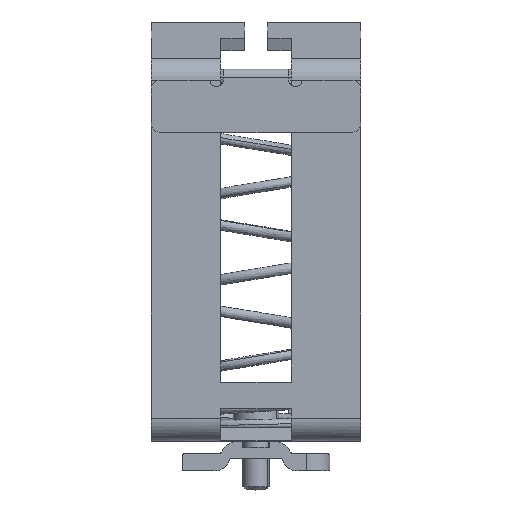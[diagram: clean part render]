
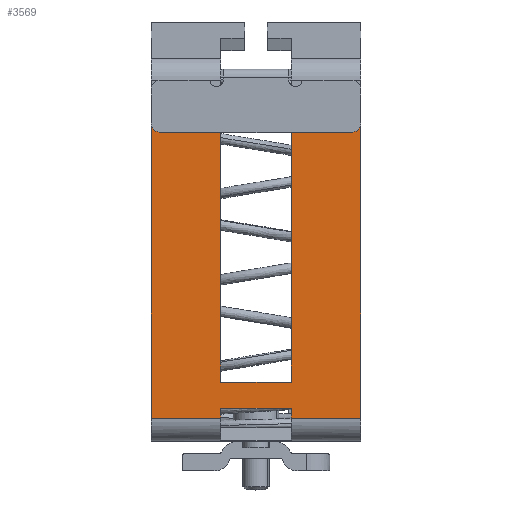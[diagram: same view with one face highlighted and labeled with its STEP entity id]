
A CAD part, left-side view. The second image highlights one B-rep face of the part: STEP entity #3569.
In plain terms, the highlighted planar face has unit normal (-1, 0, 0).
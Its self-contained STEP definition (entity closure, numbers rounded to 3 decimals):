
#1964=AXIS2_PLACEMENT_3D('Circle Axis2P3D',#1962,#1963,$) ;
#1981=AXIS2_PLACEMENT_3D('Circle Axis2P3D',#1979,#1980,$) ;
#3502=AXIS2_PLACEMENT_3D('Plane Axis2P3D',#3499,#3500,#3501) ;
#187=CARTESIAN_POINT('Vertex',(1.2,32.,10.95)) ;
#190=CARTESIAN_POINT('Line Origine',(1.2,32.,33.475)) ;
#194=CARTESIAN_POINT('Vertex',(1.2,32.,56.)) ;
#225=CARTESIAN_POINT('Line Origine',(1.2,0.,33.475)) ;
#229=CARTESIAN_POINT('Vertex',(1.2,0.,56.)) ;
#231=CARTESIAN_POINT('Vertex',(1.2,0.,10.95)) ;
#1852=CARTESIAN_POINT('Vertex',(1.2,10.6,54.5)) ;
#1854=CARTESIAN_POINT('Vertex',(1.2,21.4,54.5)) ;
#1928=CARTESIAN_POINT('Vertex',(1.2,30.5,54.5)) ;
#1931=CARTESIAN_POINT('Line Origine',(1.2,25.95,54.5)) ;
#1936=CARTESIAN_POINT('Line Origine',(1.2,6.05,54.5)) ;
#1940=CARTESIAN_POINT('Vertex',(1.2,1.5,54.5)) ;
#1962=CARTESIAN_POINT('Axis2P3D Location',(1.2,30.5,56.)) ;
#1979=CARTESIAN_POINT('Axis2P3D Location',(1.2,1.5,56.)) ;
#2885=CARTESIAN_POINT('Vertex',(1.2,10.6,10.95)) ;
#2899=CARTESIAN_POINT('Vertex',(1.2,21.4,10.95)) ;
#2902=CARTESIAN_POINT('Line Origine',(1.2,16.,10.95)) ;
#2917=CARTESIAN_POINT('Line Origine',(1.2,16.,10.95)) ;
#3499=CARTESIAN_POINT('Axis2P3D Location',(1.2,16.,9.45)) ;
#3515=CARTESIAN_POINT('Line Origine',(1.2,10.6,35.48)) ;
#3519=CARTESIAN_POINT('Vertex',(1.2,10.6,16.46)) ;
#3522=CARTESIAN_POINT('Line Origine',(1.2,16.,16.46)) ;
#3526=CARTESIAN_POINT('Vertex',(1.2,21.4,16.46)) ;
#3529=CARTESIAN_POINT('Line Origine',(1.2,21.4,35.48)) ;
#3534=CARTESIAN_POINT('Line Origine',(1.2,21.4,11.705)) ;
#3538=CARTESIAN_POINT('Vertex',(1.2,21.4,12.46)) ;
#3541=CARTESIAN_POINT('Line Origine',(1.2,16.,12.46)) ;
#3545=CARTESIAN_POINT('Vertex',(1.2,10.6,12.46)) ;
#3548=CARTESIAN_POINT('Line Origine',(1.2,10.6,11.705)) ;
#191=DIRECTION('Vector Direction',(0.,0.,-1.)) ;
#226=DIRECTION('Vector Direction',(0.,0.,-1.)) ;
#1932=DIRECTION('Vector Direction',(0.,-1.,0.)) ;
#1937=DIRECTION('Vector Direction',(0.,-1.,0.)) ;
#1963=DIRECTION('Axis2P3D Direction',(-1.,0.,0.)) ;
#1980=DIRECTION('Axis2P3D Direction',(-1.,0.,0.)) ;
#2903=DIRECTION('Vector Direction',(0.,-1.,0.)) ;
#2918=DIRECTION('Vector Direction',(0.,-1.,0.)) ;
#3500=DIRECTION('Axis2P3D Direction',(-1.,0.,0.)) ;
#3501=DIRECTION('Axis2P3D XDirection',(0.,-1.,0.)) ;
#3516=DIRECTION('Vector Direction',(0.,0.,1.)) ;
#3523=DIRECTION('Vector Direction',(0.,1.,0.)) ;
#3530=DIRECTION('Vector Direction',(0.,0.,1.)) ;
#3535=DIRECTION('Vector Direction',(0.,0.,-1.)) ;
#3542=DIRECTION('Vector Direction',(0.,1.,0.)) ;
#3549=DIRECTION('Vector Direction',(0.,0.,-1.)) ;
#192=VECTOR('Line Direction',#191,1.) ;
#227=VECTOR('Line Direction',#226,1.) ;
#1933=VECTOR('Line Direction',#1932,1.) ;
#1938=VECTOR('Line Direction',#1937,1.) ;
#2904=VECTOR('Line Direction',#2903,1.) ;
#2919=VECTOR('Line Direction',#2918,1.) ;
#3517=VECTOR('Line Direction',#3516,1.) ;
#3524=VECTOR('Line Direction',#3523,1.) ;
#3531=VECTOR('Line Direction',#3530,1.) ;
#3536=VECTOR('Line Direction',#3535,1.) ;
#3543=VECTOR('Line Direction',#3542,1.) ;
#3550=VECTOR('Line Direction',#3549,1.) ;
#3554=ORIENTED_EDGE('',*,*,#3521,.F.) ;
#3555=ORIENTED_EDGE('',*,*,#3528,.T.) ;
#3556=ORIENTED_EDGE('',*,*,#3533,.T.) ;
#3557=ORIENTED_EDGE('',*,*,#1935,.T.) ;
#3558=ORIENTED_EDGE('',*,*,#1966,.F.) ;
#3559=ORIENTED_EDGE('',*,*,#196,.T.) ;
#3560=ORIENTED_EDGE('',*,*,#2906,.T.) ;
#3561=ORIENTED_EDGE('',*,*,#3540,.F.) ;
#3562=ORIENTED_EDGE('',*,*,#3547,.F.) ;
#3563=ORIENTED_EDGE('',*,*,#3552,.T.) ;
#3564=ORIENTED_EDGE('',*,*,#2921,.T.) ;
#3565=ORIENTED_EDGE('',*,*,#233,.F.) ;
#3566=ORIENTED_EDGE('',*,*,#1983,.F.) ;
#3567=ORIENTED_EDGE('',*,*,#1942,.T.) ;
#3569=ADVANCED_FACE('Brep With Voids',(#3568),#3503,.T.) ;
#1965=CIRCLE('generated circle',#1964,1.5) ;
#1982=CIRCLE('generated circle',#1981,1.5) ;
#196=EDGE_CURVE('',#195,#188,#193,.T.) ;
#233=EDGE_CURVE('',#230,#232,#228,.T.) ;
#1935=EDGE_CURVE('',#1855,#1929,#1934,.F.) ;
#1942=EDGE_CURVE('',#1941,#1853,#1939,.F.) ;
#1966=EDGE_CURVE('',#195,#1929,#1965,.T.) ;
#1983=EDGE_CURVE('',#1941,#230,#1982,.T.) ;
#2906=EDGE_CURVE('',#188,#2900,#2905,.T.) ;
#2921=EDGE_CURVE('',#2886,#232,#2920,.T.) ;
#3521=EDGE_CURVE('',#3520,#1853,#3518,.T.) ;
#3528=EDGE_CURVE('',#3520,#3527,#3525,.T.) ;
#3533=EDGE_CURVE('',#3527,#1855,#3532,.T.) ;
#3540=EDGE_CURVE('',#3539,#2900,#3537,.T.) ;
#3547=EDGE_CURVE('',#3546,#3539,#3544,.T.) ;
#3552=EDGE_CURVE('',#3546,#2886,#3551,.T.) ;
#3553=EDGE_LOOP('',(#3554,#3555,#3556,#3557,#3558,#3559,#3560,#3561,#3562,#3563,#3564,#3565,#3566,#3567)) ;
#3568=FACE_OUTER_BOUND('',#3553,.T.) ;
#193=LINE('Line',#190,#192) ;
#228=LINE('Line',#225,#227) ;
#1934=LINE('Line',#1931,#1933) ;
#1939=LINE('Line',#1936,#1938) ;
#2905=LINE('Line',#2902,#2904) ;
#2920=LINE('Line',#2917,#2919) ;
#3518=LINE('Line',#3515,#3517) ;
#3525=LINE('Line',#3522,#3524) ;
#3532=LINE('Line',#3529,#3531) ;
#3537=LINE('Line',#3534,#3536) ;
#3544=LINE('Line',#3541,#3543) ;
#3551=LINE('Line',#3548,#3550) ;
#3503=PLANE('',#3502) ;
#188=VERTEX_POINT('',#187) ;
#195=VERTEX_POINT('',#194) ;
#230=VERTEX_POINT('',#229) ;
#232=VERTEX_POINT('',#231) ;
#1853=VERTEX_POINT('',#1852) ;
#1855=VERTEX_POINT('',#1854) ;
#1929=VERTEX_POINT('',#1928) ;
#1941=VERTEX_POINT('',#1940) ;
#2886=VERTEX_POINT('',#2885) ;
#2900=VERTEX_POINT('',#2899) ;
#3520=VERTEX_POINT('',#3519) ;
#3527=VERTEX_POINT('',#3526) ;
#3539=VERTEX_POINT('',#3538) ;
#3546=VERTEX_POINT('',#3545) ;
